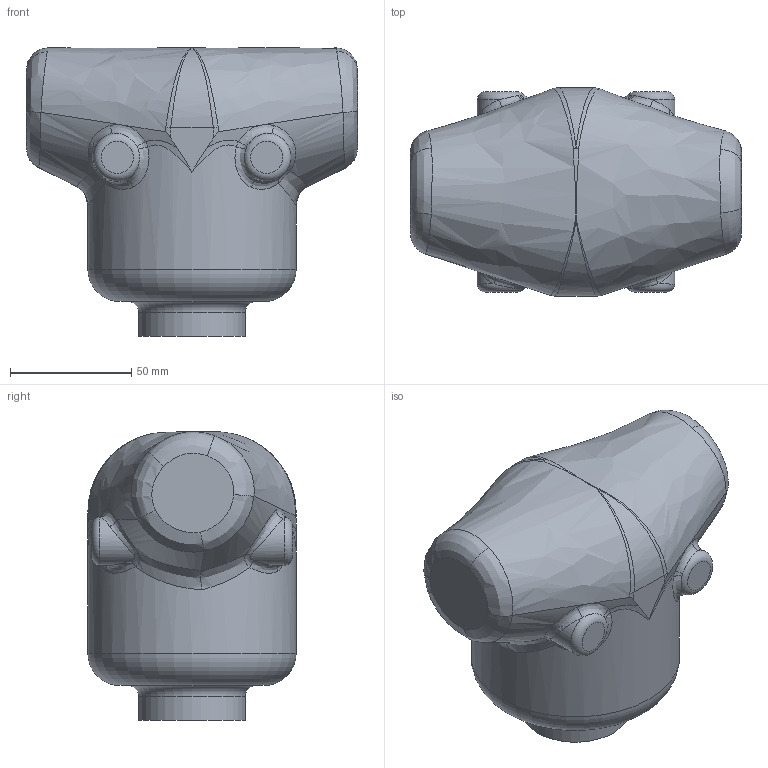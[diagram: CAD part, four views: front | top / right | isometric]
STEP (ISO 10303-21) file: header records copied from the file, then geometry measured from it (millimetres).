
FILE_DESCRIPTION(/* description */ ('STEP AP242','CAx-IF Rec.Pracs.---Representation and Presentation of Product Manufacturing Information (PMI)---4.0---2014-10-13','CAx-IF Rec.Pracs.---3D Tessellated Geometry---0.4---2014-09-14','2;1'),/* implementation_level */ '2;1');
FILE_NAME(/* name */ '6756000daebe490a25a8a14f',/* time_stamp */ '2024-12-08T20:22:38Z',/* author */ (''),/* organization */ (''),/* preprocessor_version */ 'ST-DEVELOPER v20',/* originating_system */ 'ONSHAPE BY PTC INC, 1.190',/* authorisation */ ' ');
FILE_SCHEMA (('AP242_MANAGED_MODEL_BASED_3D_ENGINEERING_MIM_LF { 1 0 10303 442 1 1 4 }'));
Length unit declared in the file: metre
Products named in the file (1): Hoist body
Bounding box: 136.4 x 85.8 x 118.8 mm (x, y, z)
Volume: 733184.4 mm3; surface area: 46225.6 mm2
Topology: 1 solids, 1 shells, 91 faces, 233 edges, 144 vertices
Faces by surface type: bspline 65, plane 10, cylinder 8, torus 6, sphere 2
Full cylindrical faces by diameter (mm): 44 x1, 85.8 x1
Entity records: 5844 total; most frequent: CARTESIAN_POINT 4226, ORIENTED_EDGE 438, EDGE_CURVE 219, DIRECTION 163, B_SPLINE_CURVE_WITH_KNOTS 161, VERTEX_POINT 139, EDGE_LOOP 100, FACE_BOUND 100
